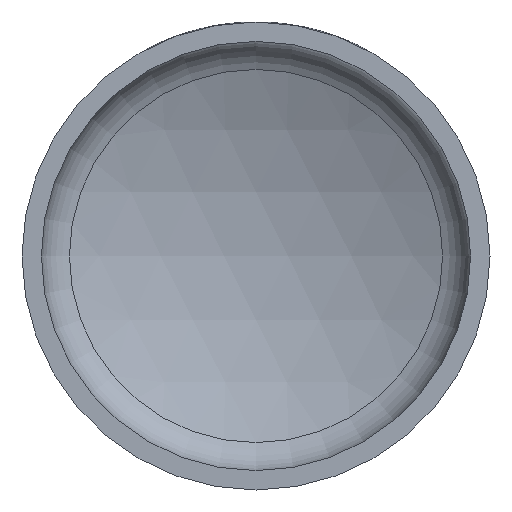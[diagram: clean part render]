
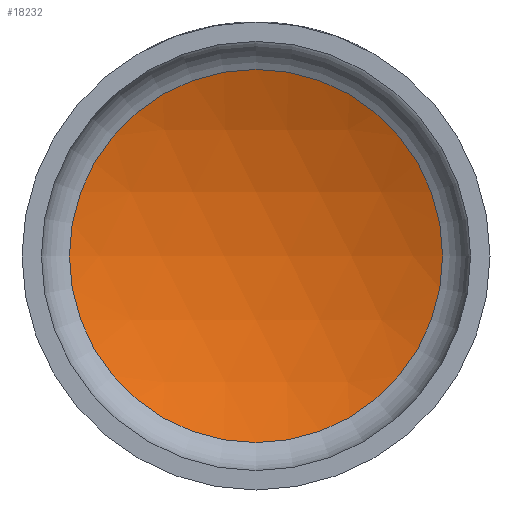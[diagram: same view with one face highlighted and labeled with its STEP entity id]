
A CAD part, front view. The second image highlights one B-rep face of the part: STEP entity #18232.
In plain terms, the highlighted spherical face has radius 60.3 mm.
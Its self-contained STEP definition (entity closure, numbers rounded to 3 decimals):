
#3443 = CARTESIAN_POINT ( 'NONE',  ( 0., 15.502, -24.042 ) ) ;
#3672 = CARTESIAN_POINT ( 'NONE',  ( 0., -39.797, 0. ) ) ;
#4028 = AXIS2_PLACEMENT_3D ( 'NONE', #3672, #6974, #14476 ) ;
#4090 = ORIENTED_EDGE ( 'NONE', *, *, #7037, .T. ) ;
#5108 = DIRECTION ( 'NONE',  ( 0., -1., 0. ) ) ;
#6974 = DIRECTION ( 'NONE',  ( 0., 0., 1. ) ) ;
#7037 = EDGE_CURVE ( 'NONE', #11245, #11245, #9111, .T. ) ;
#9111 = CIRCLE ( 'NONE', #12693, 24.042 ) ;
#9757 = FACE_OUTER_BOUND ( 'NONE', #11146, .T. ) ;
#11094 = DIRECTION ( 'NONE',  ( 0., 0., -1. ) ) ;
#11146 = EDGE_LOOP ( 'NONE', ( #4090 ) ) ;
#11245 = VERTEX_POINT ( 'NONE', #3443 ) ;
#12676 = SPHERICAL_SURFACE ( 'NONE', #4028, 60.3 ) ;
#12693 = AXIS2_PLACEMENT_3D ( 'NONE', #14338, #5108, #11094 ) ;
#14338 = CARTESIAN_POINT ( 'NONE',  ( 0., 15.502, 0. ) ) ;
#14476 = DIRECTION ( 'NONE',  ( 1., 0., 0. ) ) ;
#18232 = ADVANCED_FACE ( 'NONE', ( #9757 ), #12676, .F. ) ;
